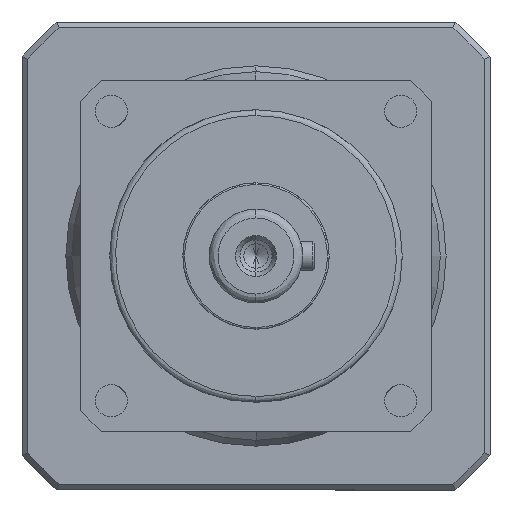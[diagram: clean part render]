
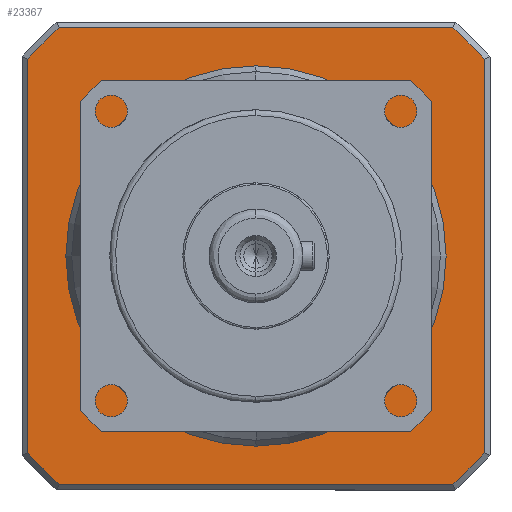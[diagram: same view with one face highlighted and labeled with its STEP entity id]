
A CAD part, left-side view. The second image highlights one B-rep face of the part: STEP entity #23367.
In plain terms, the highlighted face is planar.
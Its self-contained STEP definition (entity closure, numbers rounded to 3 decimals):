
#191 = VERTEX_POINT ( 'NONE', #374 ) ;
#374 = CARTESIAN_POINT ( 'NONE',  ( 28.5, 0., 3.5 ) ) ;
#824 = VECTOR ( 'NONE', #4417, 1000. ) ;
#1616 = DIRECTION ( 'NONE',  ( 0., 0., 1. ) ) ;
#2030 = VECTOR ( 'NONE', #17727, 1000. ) ;
#2061 = LINE ( 'NONE', #18330, #6471 ) ;
#2625 = EDGE_CURVE ( 'NONE', #8313, #15984, #2061, .T. ) ;
#2778 = EDGE_LOOP ( 'NONE', ( #22402, #10599 ) ) ;
#2941 = EDGE_CURVE ( 'NONE', #14121, #7464, #7604, .T. ) ;
#3112 = CARTESIAN_POINT ( 'NONE',  ( 0., 0., 3.5 ) ) ;
#3454 = AXIS2_PLACEMENT_3D ( 'NONE', #21338, #10308, #23118 ) ;
#3684 = AXIS2_PLACEMENT_3D ( 'NONE', #17641, #6645, #19461 ) ;
#4393 = AXIS2_PLACEMENT_3D ( 'NONE', #10756, #23594, #12593 ) ;
#4417 = DIRECTION ( 'NONE',  ( 0., 1., 0. ) ) ;
#4571 = VERTEX_POINT ( 'NONE', #14132 ) ;
#4978 = ORIENTED_EDGE ( 'NONE', *, *, #23580, .F. ) ;
#5026 = DIRECTION ( 'NONE',  ( 1., 0., 0. ) ) ;
#5200 = EDGE_LOOP ( 'NONE', ( #6304, #20636, #19554, #4978, #14312, #8293, #6898, #11938 ) ) ;
#5291 = CARTESIAN_POINT ( 'NONE',  ( -39., 0., 3.5 ) ) ;
#5586 = CARTESIAN_POINT ( 'NONE',  ( 0., 0., 3.5 ) ) ;
#6304 = ORIENTED_EDGE ( 'NONE', *, *, #2941, .F. ) ;
#6471 = VECTOR ( 'NONE', #18517, 1000. ) ;
#6641 = DIRECTION ( 'NONE',  ( 0., 0., -1. ) ) ;
#6645 = DIRECTION ( 'NONE',  ( 0., 0., 1. ) ) ;
#6898 = ORIENTED_EDGE ( 'NONE', *, *, #22195, .F. ) ;
#7439 = LINE ( 'NONE', #5291, #11647 ) ;
#7440 = DIRECTION ( 'NONE',  ( 1., 0., 0. ) ) ;
#7464 = VERTEX_POINT ( 'NONE', #20918 ) ;
#7604 = LINE ( 'NONE', #18006, #2030 ) ;
#7823 = EDGE_CURVE ( 'NONE', #7464, #16264, #13705, .T. ) ;
#7848 = CIRCLE ( 'NONE', #4393, 51.5 ) ;
#7900 = AXIS2_PLACEMENT_3D ( 'NONE', #12649, #1616, #14528 ) ;
#8177 = CARTESIAN_POINT ( 'NONE',  ( -39., -33.634, 3.5 ) ) ;
#8293 = ORIENTED_EDGE ( 'NONE', *, *, #23268, .F. ) ;
#8313 = VERTEX_POINT ( 'NONE', #20251 ) ;
#9607 = EDGE_CURVE ( 'NONE', #20296, #14121, #7848, .T. ) ;
#10308 = DIRECTION ( 'NONE',  ( 0., 0., -1. ) ) ;
#10353 = CIRCLE ( 'NONE', #15550, 51.5 ) ;
#10599 = ORIENTED_EDGE ( 'NONE', *, *, #16181, .F. ) ;
#10712 = LINE ( 'NONE', #15360, #824 ) ;
#10725 = AXIS2_PLACEMENT_3D ( 'NONE', #17639, #6641, #19458 ) ;
#10756 = CARTESIAN_POINT ( 'NONE',  ( 0., 0., 3.5 ) ) ;
#11647 = VECTOR ( 'NONE', #18108, 1000. ) ;
#11938 = ORIENTED_EDGE ( 'NONE', *, *, #7823, .F. ) ;
#12593 = DIRECTION ( 'NONE',  ( 1., 0., 0. ) ) ;
#12649 = CARTESIAN_POINT ( 'NONE',  ( 0., 0., 3.5 ) ) ;
#13481 = FACE_OUTER_BOUND ( 'NONE', #5200, .T. ) ;
#13705 = CIRCLE ( 'NONE', #7900, 51.5 ) ;
#14121 = VERTEX_POINT ( 'NONE', #16674 ) ;
#14132 = CARTESIAN_POINT ( 'NONE',  ( 39., 33.634, 3.5 ) ) ;
#14312 = ORIENTED_EDGE ( 'NONE', *, *, #2625, .F. ) ;
#14522 = CARTESIAN_POINT ( 'NONE',  ( -39., 33.634, 3.5 ) ) ;
#14528 = DIRECTION ( 'NONE',  ( 1., 0., 0. ) ) ;
#14677 = CIRCLE ( 'NONE', #3684, 51.5 ) ;
#14949 = CARTESIAN_POINT ( 'NONE',  ( -33.634, 39., 3.5 ) ) ;
#15360 = CARTESIAN_POINT ( 'NONE',  ( 39., 0., 3.5 ) ) ;
#15550 = AXIS2_PLACEMENT_3D ( 'NONE', #5586, #18409, #7440 ) ;
#15696 = EDGE_CURVE ( 'NONE', #191, #20786, #20632, .T. ) ;
#15984 = VERTEX_POINT ( 'NONE', #14949 ) ;
#15988 = DIRECTION ( 'NONE',  ( 0., 0., 1. ) ) ;
#16181 = EDGE_CURVE ( 'NONE', #20786, #191, #22519, .T. ) ;
#16264 = VERTEX_POINT ( 'NONE', #17702 ) ;
#16674 = CARTESIAN_POINT ( 'NONE',  ( -33.634, -39., 3.5 ) ) ;
#17004 = CARTESIAN_POINT ( 'NONE',  ( -28.5, 0., 3.5 ) ) ;
#17290 = AXIS2_PLACEMENT_3D ( 'NONE', #3112, #15988, #5026 ) ;
#17639 = CARTESIAN_POINT ( 'NONE',  ( 0., 0., 3.5 ) ) ;
#17641 = CARTESIAN_POINT ( 'NONE',  ( 0., 0., 3.5 ) ) ;
#17702 = CARTESIAN_POINT ( 'NONE',  ( 39., -33.634, 3.5 ) ) ;
#17727 = DIRECTION ( 'NONE',  ( 1., 0., 0. ) ) ;
#18006 = CARTESIAN_POINT ( 'NONE',  ( 0., -39., 3.5 ) ) ;
#18108 = DIRECTION ( 'NONE',  ( 0., -1., 0. ) ) ;
#18243 = EDGE_CURVE ( 'NONE', #21540, #20296, #7439, .T. ) ;
#18330 = CARTESIAN_POINT ( 'NONE',  ( 0., 39., 3.5 ) ) ;
#18409 = DIRECTION ( 'NONE',  ( 0., 0., 1. ) ) ;
#18517 = DIRECTION ( 'NONE',  ( -1., 0., 0. ) ) ;
#19458 = DIRECTION ( 'NONE',  ( 1., 0., 0. ) ) ;
#19461 = DIRECTION ( 'NONE',  ( 1., 0., 0. ) ) ;
#19554 = ORIENTED_EDGE ( 'NONE', *, *, #18243, .F. ) ;
#19563 = PLANE ( 'NONE',  #17290 ) ;
#20251 = CARTESIAN_POINT ( 'NONE',  ( 33.634, 39., 3.5 ) ) ;
#20296 = VERTEX_POINT ( 'NONE', #8177 ) ;
#20632 = CIRCLE ( 'NONE', #3454, 28.5 ) ;
#20636 = ORIENTED_EDGE ( 'NONE', *, *, #9607, .F. ) ;
#20786 = VERTEX_POINT ( 'NONE', #17004 ) ;
#20918 = CARTESIAN_POINT ( 'NONE',  ( 33.634, -39., 3.5 ) ) ;
#21338 = CARTESIAN_POINT ( 'NONE',  ( 0., 0., 3.5 ) ) ;
#21540 = VERTEX_POINT ( 'NONE', #14522 ) ;
#22195 = EDGE_CURVE ( 'NONE', #16264, #4571, #10712, .T. ) ;
#22402 = ORIENTED_EDGE ( 'NONE', *, *, #15696, .F. ) ;
#22519 = CIRCLE ( 'NONE', #10725, 28.5 ) ;
#23118 = DIRECTION ( 'NONE',  ( 1., 0., 0. ) ) ;
#23268 = EDGE_CURVE ( 'NONE', #4571, #8313, #14677, .T. ) ;
#23273 = FACE_BOUND ( 'NONE', #2778, .T. ) ;
#23367 = ADVANCED_FACE ( 'NONE', ( #13481, #23273 ), #19563, .F. ) ;
#23580 = EDGE_CURVE ( 'NONE', #15984, #21540, #10353, .T. ) ;
#23594 = DIRECTION ( 'NONE',  ( 0., 0., 1. ) ) ;
